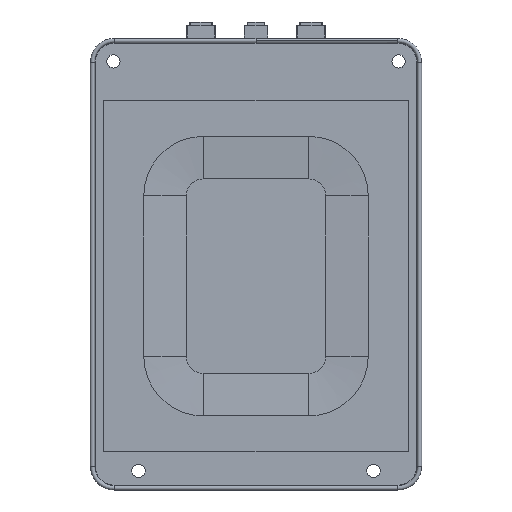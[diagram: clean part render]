
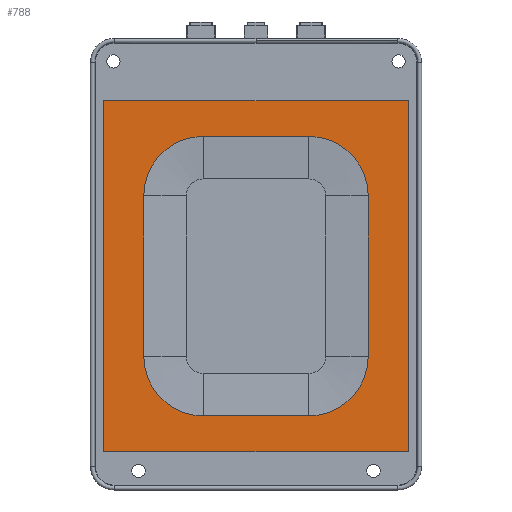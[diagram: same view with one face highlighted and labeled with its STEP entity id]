
A CAD part, top view. The second image highlights one B-rep face of the part: STEP entity #788.
In plain terms, the highlighted planar face has unit normal (0, 0, 1).
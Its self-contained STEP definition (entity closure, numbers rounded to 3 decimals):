
#165 = ORIENTED_EDGE ( 'NONE', *, *, #1455, .F. ) ;
#346 = CARTESIAN_POINT ( 'NONE',  ( 185., 196., 32.5 ) ) ;
#366 = VERTEX_POINT ( 'NONE', #4483 ) ;
#469 = FACE_OUTER_BOUND ( 'NONE', #4651, .T. ) ;
#493 = CARTESIAN_POINT ( 'NONE',  ( 34., 196., 32.5 ) ) ;
#505 = EDGE_LOOP ( 'NONE', ( #5397, #2010, #3624, #3288, #1252, #165, #4925, #4021 ) ) ;
#540 = EDGE_CURVE ( 'NONE', #366, #3106, #1850, .T. ) ;
#556 = LINE ( 'NONE', #346, #2817 ) ;
#571 = CARTESIAN_POINT ( 'NONE',  ( 185., 88., 32.5 ) ) ;
#660 = CIRCLE ( 'NONE', #4135, 40. ) ;
#726 = DIRECTION ( 'NONE',  ( 1., 0., 0. ) ) ;
#743 = CIRCLE ( 'NONE', #1941, 40. ) ;
#748 = CARTESIAN_POINT ( 'NONE',  ( 7., 260., 32.5 ) ) ;
#776 = DIRECTION ( 'NONE',  ( 0., 1., 0. ) ) ;
#788 = ADVANCED_FACE ( 'NONE', ( #1590, #469 ), #4754, .T. ) ;
#879 = CARTESIAN_POINT ( 'NONE',  ( 74., 236., 32.5 ) ) ;
#881 = LINE ( 'NONE', #1307, #4630 ) ;
#939 = VERTEX_POINT ( 'NONE', #5401 ) ;
#946 = LINE ( 'NONE', #748, #1617 ) ;
#1025 = EDGE_CURVE ( 'NONE', #5007, #366, #5011, .T. ) ;
#1074 = DIRECTION ( 'NONE',  ( 0., 0., 1. ) ) ;
#1082 = ORIENTED_EDGE ( 'NONE', *, *, #1920, .T. ) ;
#1252 = ORIENTED_EDGE ( 'NONE', *, *, #4310, .F. ) ;
#1261 = AXIS2_PLACEMENT_3D ( 'NONE', #2136, #1769, #2159 ) ;
#1299 = CARTESIAN_POINT ( 'NONE',  ( 145., 48., 32.5 ) ) ;
#1307 = CARTESIAN_POINT ( 'NONE',  ( 212., 24., 32.5 ) ) ;
#1364 = AXIS2_PLACEMENT_3D ( 'NONE', #3273, #3710, #1571 ) ;
#1390 = AXIS2_PLACEMENT_3D ( 'NONE', #3742, #5047, #726 ) ;
#1455 = EDGE_CURVE ( 'NONE', #1936, #2951, #4673, .T. ) ;
#1511 = VERTEX_POINT ( 'NONE', #3869 ) ;
#1571 = DIRECTION ( 'NONE',  ( 1., 0., 0. ) ) ;
#1590 = FACE_BOUND ( 'NONE', #505, .T. ) ;
#1608 = ORIENTED_EDGE ( 'NONE', *, *, #3986, .T. ) ;
#1610 = LINE ( 'NONE', #5172, #2552 ) ;
#1617 = VECTOR ( 'NONE', #3256, 1000. ) ;
#1769 = DIRECTION ( 'NONE',  ( 0., 0., 1. ) ) ;
#1823 = CIRCLE ( 'NONE', #1390, 40. ) ;
#1850 = LINE ( 'NONE', #2022, #2926 ) ;
#1861 = VERTEX_POINT ( 'NONE', #2974 ) ;
#1863 = CARTESIAN_POINT ( 'NONE',  ( 212., 24., 32.5 ) ) ;
#1906 = VECTOR ( 'NONE', #5042, 1000. ) ;
#1920 = EDGE_CURVE ( 'NONE', #1511, #4833, #4057, .T. ) ;
#1931 = DIRECTION ( 'NONE',  ( 1., 0., 0. ) ) ;
#1936 = VERTEX_POINT ( 'NONE', #493 ) ;
#1941 = AXIS2_PLACEMENT_3D ( 'NONE', #4551, #1074, #1931 ) ;
#2010 = ORIENTED_EDGE ( 'NONE', *, *, #5110, .F. ) ;
#2022 = CARTESIAN_POINT ( 'NONE',  ( 74., 236., 32.5 ) ) ;
#2090 = DIRECTION ( 'NONE',  ( 1., 0., 0. ) ) ;
#2111 = CARTESIAN_POINT ( 'NONE',  ( 34., 88., 32.5 ) ) ;
#2136 = CARTESIAN_POINT ( 'NONE',  ( 0., 0., 32.5 ) ) ;
#2145 = DIRECTION ( 'NONE',  ( 1., 0., 0. ) ) ;
#2159 = DIRECTION ( 'NONE',  ( 1., 0., 0. ) ) ;
#2483 = VERTEX_POINT ( 'NONE', #2908 ) ;
#2504 = CARTESIAN_POINT ( 'NONE',  ( 7., 24., 32.5 ) ) ;
#2552 = VECTOR ( 'NONE', #4715, 1000. ) ;
#2594 = VERTEX_POINT ( 'NONE', #5174 ) ;
#2653 = VECTOR ( 'NONE', #3359, 1000. ) ;
#2817 = VECTOR ( 'NONE', #776, 1000. ) ;
#2866 = VECTOR ( 'NONE', #2090, 1000. ) ;
#2885 = DIRECTION ( 'NONE',  ( -1., 0., 0. ) ) ;
#2908 = CARTESIAN_POINT ( 'NONE',  ( 212., 260., 32.5 ) ) ;
#2926 = VECTOR ( 'NONE', #2885, 1000. ) ;
#2939 = EDGE_CURVE ( 'NONE', #1861, #4108, #660, .T. ) ;
#2951 = VERTEX_POINT ( 'NONE', #5176 ) ;
#2974 = CARTESIAN_POINT ( 'NONE',  ( 145., 48., 32.5 ) ) ;
#2987 = DIRECTION ( 'NONE',  ( 0., 1., 0. ) ) ;
#3003 = DIRECTION ( 'NONE',  ( 0., 0., 1. ) ) ;
#3106 = VERTEX_POINT ( 'NONE', #879 ) ;
#3213 = EDGE_CURVE ( 'NONE', #939, #1861, #3899, .T. ) ;
#3256 = DIRECTION ( 'NONE',  ( 0., -1., 0. ) ) ;
#3273 = CARTESIAN_POINT ( 'NONE',  ( 145., 196., 32.5 ) ) ;
#3288 = ORIENTED_EDGE ( 'NONE', *, *, #3213, .F. ) ;
#3359 = DIRECTION ( 'NONE',  ( 1., 0., 0. ) ) ;
#3389 = ORIENTED_EDGE ( 'NONE', *, *, #5245, .T. ) ;
#3624 = ORIENTED_EDGE ( 'NONE', *, *, #2939, .F. ) ;
#3710 = DIRECTION ( 'NONE',  ( 0., 0., 1. ) ) ;
#3742 = CARTESIAN_POINT ( 'NONE',  ( 74., 196., 32.5 ) ) ;
#3869 = CARTESIAN_POINT ( 'NONE',  ( 7., 24., 32.5 ) ) ;
#3899 = LINE ( 'NONE', #1299, #2866 ) ;
#3986 = EDGE_CURVE ( 'NONE', #2594, #1511, #946, .T. ) ;
#4021 = ORIENTED_EDGE ( 'NONE', *, *, #540, .F. ) ;
#4057 = LINE ( 'NONE', #2504, #2653 ) ;
#4108 = VERTEX_POINT ( 'NONE', #571 ) ;
#4114 = CARTESIAN_POINT ( 'NONE',  ( 185., 196., 32.5 ) ) ;
#4135 = AXIS2_PLACEMENT_3D ( 'NONE', #4277, #3003, #2145 ) ;
#4277 = CARTESIAN_POINT ( 'NONE',  ( 145., 88., 32.5 ) ) ;
#4310 = EDGE_CURVE ( 'NONE', #2951, #939, #743, .T. ) ;
#4385 = EDGE_CURVE ( 'NONE', #3106, #1936, #1823, .T. ) ;
#4483 = CARTESIAN_POINT ( 'NONE',  ( 145., 236., 32.5 ) ) ;
#4516 = ORIENTED_EDGE ( 'NONE', *, *, #5161, .T. ) ;
#4551 = CARTESIAN_POINT ( 'NONE',  ( 74., 88., 32.5 ) ) ;
#4630 = VECTOR ( 'NONE', #2987, 1000. ) ;
#4651 = EDGE_LOOP ( 'NONE', ( #4516, #3389, #1608, #1082 ) ) ;
#4673 = LINE ( 'NONE', #2111, #1906 ) ;
#4715 = DIRECTION ( 'NONE',  ( -1., 0., 0. ) ) ;
#4754 = PLANE ( 'NONE',  #1261 ) ;
#4833 = VERTEX_POINT ( 'NONE', #1863 ) ;
#4925 = ORIENTED_EDGE ( 'NONE', *, *, #4385, .F. ) ;
#5007 = VERTEX_POINT ( 'NONE', #4114 ) ;
#5011 = CIRCLE ( 'NONE', #1364, 40. ) ;
#5042 = DIRECTION ( 'NONE',  ( 0., -1., 0. ) ) ;
#5047 = DIRECTION ( 'NONE',  ( 0., 0., 1. ) ) ;
#5110 = EDGE_CURVE ( 'NONE', #4108, #5007, #556, .T. ) ;
#5161 = EDGE_CURVE ( 'NONE', #4833, #2483, #881, .T. ) ;
#5172 = CARTESIAN_POINT ( 'NONE',  ( 212., 260., 32.5 ) ) ;
#5174 = CARTESIAN_POINT ( 'NONE',  ( 7., 260., 32.5 ) ) ;
#5176 = CARTESIAN_POINT ( 'NONE',  ( 34., 88., 32.5 ) ) ;
#5245 = EDGE_CURVE ( 'NONE', #2483, #2594, #1610, .T. ) ;
#5397 = ORIENTED_EDGE ( 'NONE', *, *, #1025, .F. ) ;
#5401 = CARTESIAN_POINT ( 'NONE',  ( 74., 48., 32.5 ) ) ;
